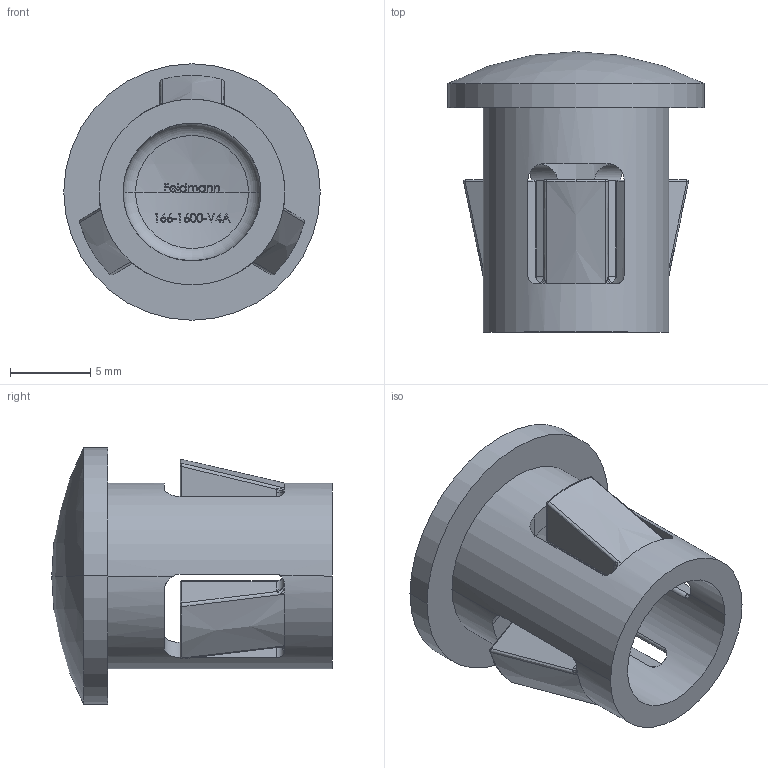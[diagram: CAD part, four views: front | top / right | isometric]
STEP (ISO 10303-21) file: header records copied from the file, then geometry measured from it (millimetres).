
FILE_DESCRIPTION (( 'STEP AP203' ), '1' );
FILE_NAME ('166-1600-V4A.STEP', '2018-12-06T07:36:02', ( '' ), ( '' ), 'SwSTEP 2.0', 'SolidWorks 2015', '' );
FILE_SCHEMA (( 'CONFIG_CONTROL_DESIGN' ));
Length unit declared in the file: millimetre
Products named in the file (1): 166-1600-V4A
Bounding box: 16 x 17.5 x 16 mm (x, y, z)
Volume: 1042.4 mm3; surface area: 1524 mm2
Topology: 1 solids, 1 shells, 373 faces, 978 edges, 621 vertices
Faces by surface type: plane 140, bspline 123, sphere 43, cylinder 37, torus 27, cone 3
Entity records: 16210 total; most frequent: CARTESIAN_POINT 7622, ORIENTED_EDGE 1944, DIRECTION 1564, EDGE_CURVE 972, AXIS2_PLACEMENT_3D 637, VERTEX_POINT 621, EDGE_LOOP 399, CIRCLE 386
